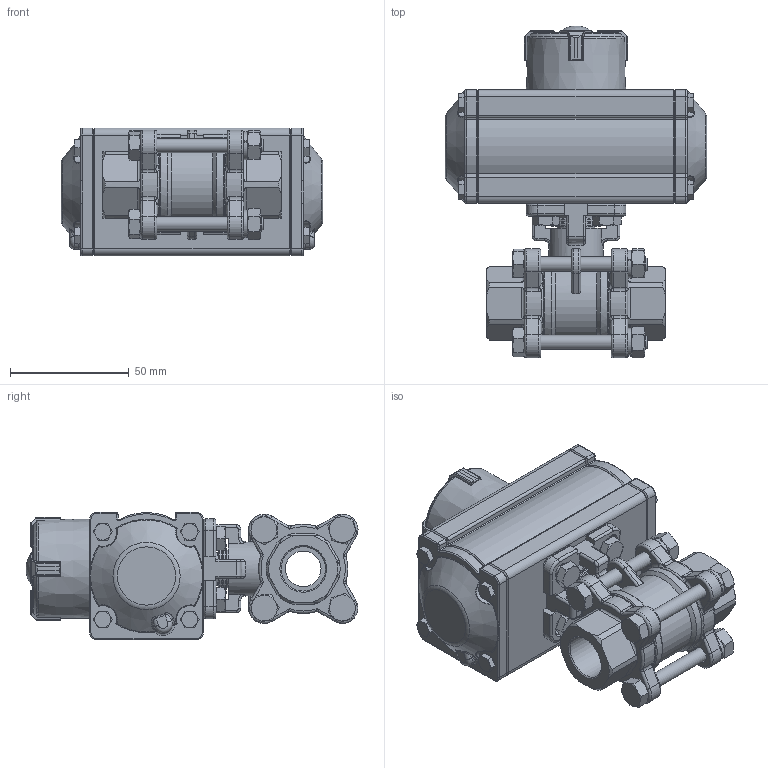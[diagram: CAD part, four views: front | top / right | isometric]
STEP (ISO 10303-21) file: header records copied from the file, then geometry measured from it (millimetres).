
FILE_DESCRIPTION(/* description */ ('Unknown'),/* implementation_level */ '2;1');
FILE_NAME(/* name */ 'DW019323-04_(DW09-8.112.015)',/* time_stamp */ '2022-05-13T10:09:11+02:00',/* author */ ('Unknown'),/* organization */ ('Unknown'),/* preprocessor_version */ 'ST-DEVELOPER v16.7',/* originating_system */ 'Solid Edge',/* authorisation */ 'Unknown');
FILE_SCHEMA (('AUTOMOTIVE_DESIGN {1 0 10303 214 3 1 1}'));
Length unit declared in the file: millimetre
Products named in the file (9): DW019323-04_(DW09-8.112.015); 8.112.015; DIN 933 M6x20 A2-70 BLK_EDST; DW09; KP-35; cup head nib bolts with large head gb_GB_FASTENER_BOLT_CHNBW M6X25-N; ________(___________; _____________; ______
Assembly tree (13 placements, depth 3):
  DW019323-04_(DW09-8.112.015)
    8.112.015
    DIN 933 M6x20 A2-70 BLK_EDST  x4
    DW09
      KP-35
      cup head nib bolts with large head gb_GB_FASTENER_BOLT_CHNBW M6X25-N
      ________(___________  x2
      _____________  x2
      ______
Bounding box: 110 x 139.65 x 53.8 mm (x, y, z)
Volume: 350550.6 mm3; surface area: 75871.9 mm2
Topology: 12 solids, 13 shells, 1823 faces, 4537 edges, 2747 vertices
Faces by surface type: plane 637, cylinder 496, bspline 310, cone 207, torus 164, sphere 9
Full cylindrical faces by diameter (mm): 1.8 x2, 3 x16, 3.3 x8, 4.2 x12, 4.66 x1, 5 x5, 6 x13, 6.2 x1, 7 x10, 8.8 x2, 9.7 x1, 10 x4, 11.9 x1, 12.9 x1, 15 x1, 16 x1, 18 x1, 18.631 x2, 19.6 x1, 20 x1, 21.2 x2, 23 x1, 27 x1, 37.5 x2, 38.5 x1
Entity records: 73505 total; most frequent: CARTESIAN_POINT 31850, ORIENTED_EDGE 7614, DIRECTION 6642, EDGE_CURVE 3807, AXIS2_PLACEMENT_3D 2554, VERTEX_POINT 2424, FACE_BOUND 1885, EDGE_LOOP 1867
